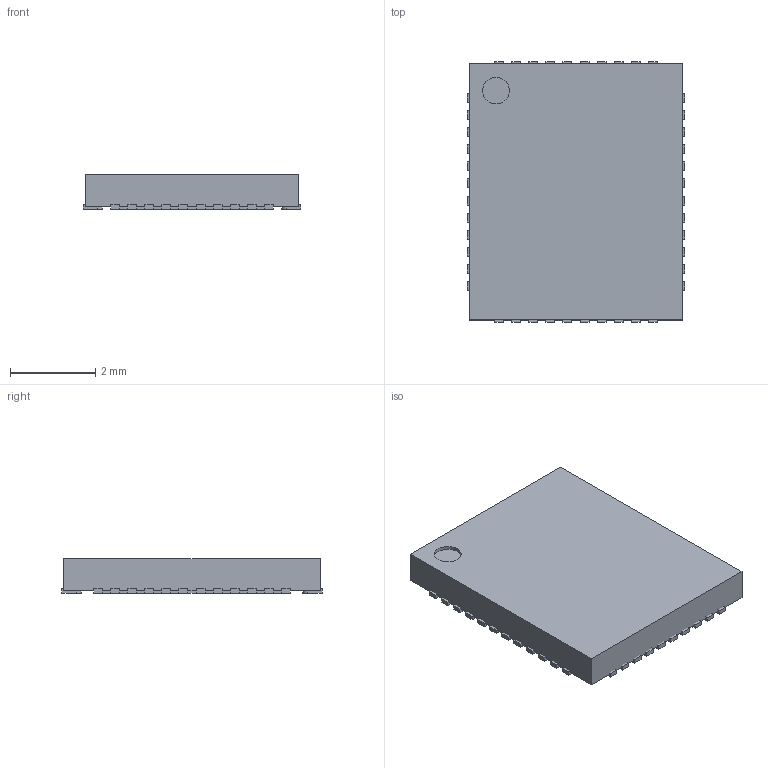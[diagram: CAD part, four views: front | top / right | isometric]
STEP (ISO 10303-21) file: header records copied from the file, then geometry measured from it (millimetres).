
FILE_DESCRIPTION(('FreeCAD Model'),'2;1');
FILE_NAME('2290065.1.1.stp','2020-04-11T00:06:55',( 'Author'),(''),'Open CASCADE STEP processor 6.9','FreeCAD','Unknown' );
FILE_SCHEMA(('AUTOMOTIVE_DESIGN { 1 0 10303 214 1 1 1 1 }'));
Length unit declared in the file: millimetre
Products named in the file (5): ASSEMBLY; Body; ThermalPin; PinsArrayLR; PinsArrayTB
Assembly tree (4 placements, depth 2):
  ASSEMBLY
    Body
    ThermalPin
    PinsArrayLR
    PinsArrayTB
Bounding box: 5.1 x 6.1 x 0.8 mm (x, y, z)
Volume: 24.4 mm3; surface area: 123.1 mm2
Topology: 46 solids, 46 shells, 278 faces, 555 edges, 370 vertices
Faces by surface type: plane 233, cylinder 45
Full cylindrical faces by diameter (mm): 0.625 x1
Entity records: 14888 total; most frequent: CARTESIAN_POINT 2582, DIRECTION 2277, LINE 1485, VECTOR 1485, ORIENTED_EDGE 1110, PCURVE 1110, DEFINITIONAL_REPRESENTATION 1110, EDGE_CURVE 555
